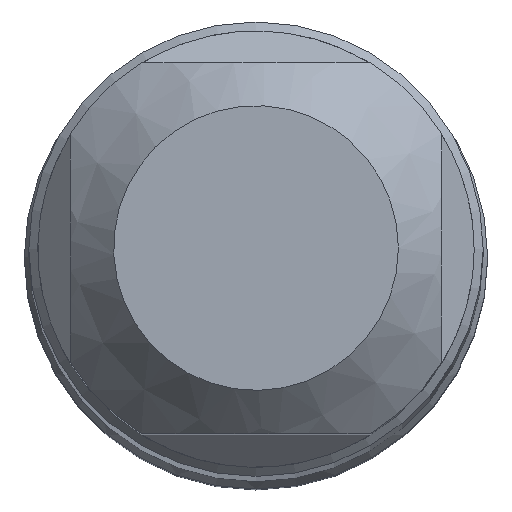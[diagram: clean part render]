
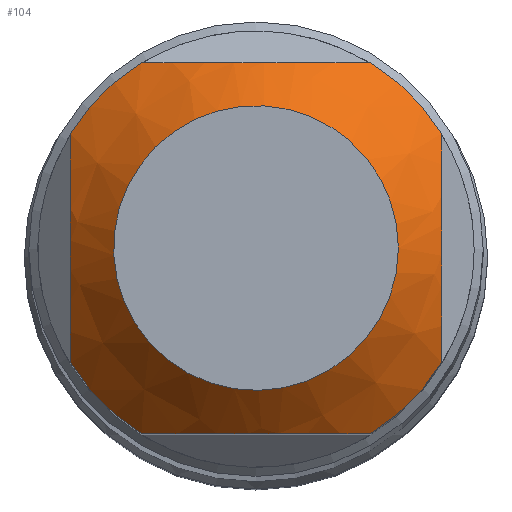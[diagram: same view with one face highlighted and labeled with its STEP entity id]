
A CAD part, top view. The second image highlights one B-rep face of the part: STEP entity #104.
In plain terms, the highlighted conical face has half-angle 45 degrees and reference radius 1.88 mm.
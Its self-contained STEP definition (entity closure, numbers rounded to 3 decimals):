
#96=CONICAL_SURFACE('',#428,1.88,45.);
#104=ADVANCED_FACE('',(#136,#137),#96,.T.);
#136=FACE_BOUND('',#166,.T.);
#137=FACE_BOUND('',#167,.T.);
#166=EDGE_LOOP('',(#206));
#167=EDGE_LOOP('',(#207,#208,#209,#210,#211,#212,#213,#214));
#206=ORIENTED_EDGE('',*,*,#316,.F.);
#207=ORIENTED_EDGE('',*,*,#317,.T.);
#208=ORIENTED_EDGE('',*,*,#318,.T.);
#209=ORIENTED_EDGE('',*,*,#319,.T.);
#210=ORIENTED_EDGE('',*,*,#320,.T.);
#211=ORIENTED_EDGE('',*,*,#321,.T.);
#212=ORIENTED_EDGE('',*,*,#322,.T.);
#213=ORIENTED_EDGE('',*,*,#323,.T.);
#214=ORIENTED_EDGE('',*,*,#324,.T.);
#284=VERTEX_POINT('',#622);
#285=VERTEX_POINT('',#624);
#286=VERTEX_POINT('',#625);
#287=VERTEX_POINT('',#632);
#288=VERTEX_POINT('',#634);
#289=VERTEX_POINT('',#641);
#290=VERTEX_POINT('',#643);
#291=VERTEX_POINT('',#650);
#292=VERTEX_POINT('',#652);
#316=EDGE_CURVE('',#284,#284,#355,.T.);
#317=EDGE_CURVE('',#285,#286,#356,.T.);
#318=EDGE_CURVE('',#286,#287,#381,.T.);
#319=EDGE_CURVE('',#287,#288,#357,.T.);
#320=EDGE_CURVE('',#288,#289,#382,.T.);
#321=EDGE_CURVE('',#289,#290,#358,.T.);
#322=EDGE_CURVE('',#290,#291,#383,.T.);
#323=EDGE_CURVE('',#291,#292,#359,.T.);
#324=EDGE_CURVE('',#292,#285,#384,.T.);
#355=CIRCLE('',#423,1.88);
#356=CIRCLE('',#424,2.88);
#357=CIRCLE('',#425,2.88);
#358=CIRCLE('',#426,2.88);
#359=CIRCLE('',#427,2.88);
#381=B_SPLINE_CURVE_WITH_KNOTS('',3,(#626,#627,#628,#629,#630,#631),
 .UNSPECIFIED.,.F.,.F.,(4,2,4),(0.,0.5,1.),.UNSPECIFIED.);
#382=B_SPLINE_CURVE_WITH_KNOTS('',3,(#635,#636,#637,#638,#639,#640),
 .UNSPECIFIED.,.F.,.F.,(4,2,4),(0.,0.5,1.),.UNSPECIFIED.);
#383=B_SPLINE_CURVE_WITH_KNOTS('',3,(#644,#645,#646,#647,#648,#649),
 .UNSPECIFIED.,.F.,.F.,(4,2,4),(0.,0.5,1.),.UNSPECIFIED.);
#384=B_SPLINE_CURVE_WITH_KNOTS('',3,(#653,#654,#655,#656,#657,#658),
 .UNSPECIFIED.,.F.,.F.,(4,2,4),(0.,0.5,1.),.UNSPECIFIED.);
#423=AXIS2_PLACEMENT_3D('',#621,#483,#484);
#424=AXIS2_PLACEMENT_3D('',#623,#485,#486);
#425=AXIS2_PLACEMENT_3D('',#633,#487,#488);
#426=AXIS2_PLACEMENT_3D('',#642,#489,#490);
#427=AXIS2_PLACEMENT_3D('',#651,#491,#492);
#428=AXIS2_PLACEMENT_3D('',#659,#493,#494);
#483=DIRECTION('',(0.,0.,1.));
#484=DIRECTION('',(1.,0.,0.));
#485=DIRECTION('',(0.,0.,1.));
#486=DIRECTION('',(-1.,0.,0.));
#487=DIRECTION('',(0.,0.,1.));
#488=DIRECTION('',(-1.,0.,0.));
#489=DIRECTION('',(0.,0.,1.));
#490=DIRECTION('',(-1.,0.,0.));
#491=DIRECTION('',(0.,0.,1.));
#492=DIRECTION('',(-1.,0.,0.));
#493=DIRECTION('',(0.,0.,-1.));
#494=DIRECTION('',(-1.,0.,0.));
#621=CARTESIAN_POINT('',(0.,0.,0.));
#622=CARTESIAN_POINT('',(1.88,0.,0.));
#623=CARTESIAN_POINT('',(0.,0.,-1.));
#624=CARTESIAN_POINT('',(1.514,-2.45,-1.));
#625=CARTESIAN_POINT('',(2.45,-1.514,-1.));
#626=CARTESIAN_POINT('',(2.45,-1.514,-1.));
#627=CARTESIAN_POINT('',(2.45,-1.043,-0.752));
#628=CARTESIAN_POINT('',(2.45,-0.528,-0.57));
#629=CARTESIAN_POINT('',(2.45,0.527,-0.57));
#630=CARTESIAN_POINT('',(2.45,1.043,-0.752));
#631=CARTESIAN_POINT('',(2.45,1.514,-1.));
#632=CARTESIAN_POINT('',(2.45,1.514,-1.));
#633=CARTESIAN_POINT('',(0.,0.,-1.));
#634=CARTESIAN_POINT('',(1.514,2.45,-1.));
#635=CARTESIAN_POINT('',(1.514,2.45,-1.));
#636=CARTESIAN_POINT('',(1.043,2.45,-0.752));
#637=CARTESIAN_POINT('',(0.528,2.45,-0.57));
#638=CARTESIAN_POINT('',(-0.527,2.45,-0.57));
#639=CARTESIAN_POINT('',(-1.043,2.45,-0.752));
#640=CARTESIAN_POINT('',(-1.514,2.45,-1.));
#641=CARTESIAN_POINT('',(-1.514,2.45,-1.));
#642=CARTESIAN_POINT('',(0.,0.,-1.));
#643=CARTESIAN_POINT('',(-2.45,1.514,-1.));
#644=CARTESIAN_POINT('',(-2.45,1.514,-1.));
#645=CARTESIAN_POINT('',(-2.45,1.043,-0.752));
#646=CARTESIAN_POINT('',(-2.45,0.527,-0.57));
#647=CARTESIAN_POINT('',(-2.45,-0.528,-0.57));
#648=CARTESIAN_POINT('',(-2.45,-1.043,-0.752));
#649=CARTESIAN_POINT('',(-2.45,-1.514,-1.));
#650=CARTESIAN_POINT('',(-2.45,-1.514,-1.));
#651=CARTESIAN_POINT('',(0.,0.,-1.));
#652=CARTESIAN_POINT('',(-1.514,-2.45,-1.));
#653=CARTESIAN_POINT('',(-1.514,-2.45,-1.));
#654=CARTESIAN_POINT('',(-1.043,-2.45,-0.752));
#655=CARTESIAN_POINT('',(-0.527,-2.45,-0.57));
#656=CARTESIAN_POINT('',(0.528,-2.45,-0.57));
#657=CARTESIAN_POINT('',(1.043,-2.45,-0.752));
#658=CARTESIAN_POINT('',(1.514,-2.45,-1.));
#659=CARTESIAN_POINT('',(0.,0.,0.));
